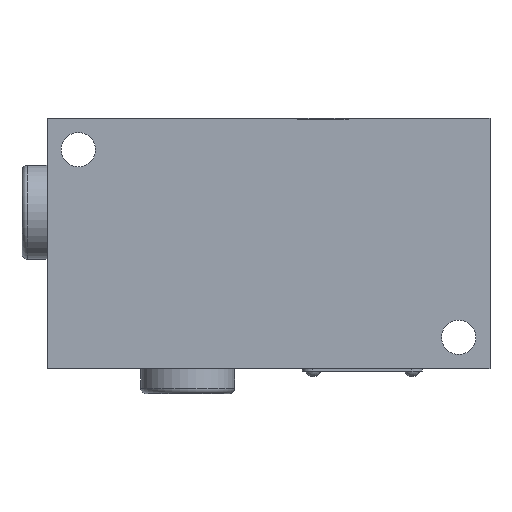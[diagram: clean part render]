
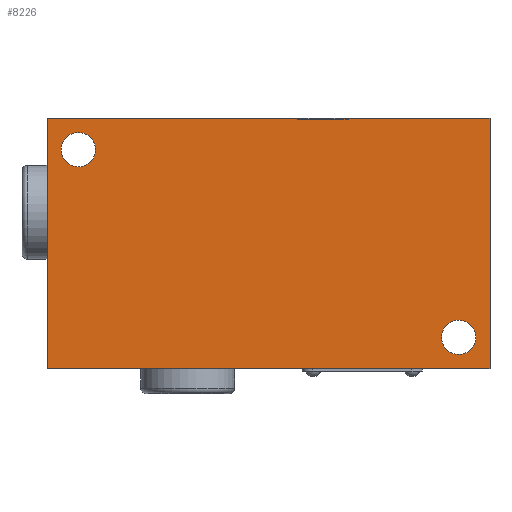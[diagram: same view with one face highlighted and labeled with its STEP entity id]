
A CAD part, front view. The second image highlights one B-rep face of the part: STEP entity #8226.
In plain terms, the highlighted planar face has unit normal (0, -1, 0).
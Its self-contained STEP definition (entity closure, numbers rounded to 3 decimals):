
#20 = VECTOR ( 'NONE', #6436, 1000. ) ;
#241 = ORIENTED_EDGE ( 'NONE', *, *, #7051, .F. ) ;
#688 = CARTESIAN_POINT ( 'NONE',  ( 0., -67., 0. ) ) ;
#1865 = LINE ( 'NONE', #26823, #16692 ) ;
#2318 = CIRCLE ( 'NONE', #19121, 3.3 ) ;
#2899 = VERTEX_POINT ( 'NONE', #14936 ) ;
#3073 = DIRECTION ( 'NONE',  ( 1., 0., 0. ) ) ;
#3093 = LINE ( 'NONE', #24169, #27248 ) ;
#3550 = DIRECTION ( 'NONE',  ( 0., 0., -1. ) ) ;
#3725 = VERTEX_POINT ( 'NONE', #13282 ) ;
#4855 = CARTESIAN_POINT ( 'NONE',  ( 6., -67., 45.3 ) ) ;
#5118 = VERTEX_POINT ( 'NONE', #4855 ) ;
#5136 = LINE ( 'NONE', #12516, #21026 ) ;
#5141 = CARTESIAN_POINT ( 'NONE',  ( 79., -67., 6. ) ) ;
#5292 = AXIS2_PLACEMENT_3D ( 'NONE', #22713, #27344, #24957 ) ;
#5303 = DIRECTION ( 'NONE',  ( 0., 0., 1. ) ) ;
#5333 = ORIENTED_EDGE ( 'NONE', *, *, #13799, .F. ) ;
#5702 = CARTESIAN_POINT ( 'NONE',  ( 0., -67., 48. ) ) ;
#5918 = CARTESIAN_POINT ( 'NONE',  ( 49.225, -67., 48. ) ) ;
#6279 = CIRCLE ( 'NONE', #27864, 3.3 ) ;
#6436 = DIRECTION ( 'NONE',  ( 0., 0., 1. ) ) ;
#7051 = EDGE_CURVE ( 'NONE', #25103, #25773, #20994, .T. ) ;
#7098 = LINE ( 'NONE', #9223, #20760 ) ;
#7386 = EDGE_CURVE ( 'NONE', #11986, #14638, #2318, .T. ) ;
#7561 = CARTESIAN_POINT ( 'NONE',  ( 0., -67., 48. ) ) ;
#8226 = ADVANCED_FACE ( 'NONE', ( #9968, #28159, #19449 ), #28617, .F. ) ;
#8470 = ORIENTED_EDGE ( 'NONE', *, *, #28901, .T. ) ;
#8935 = DIRECTION ( 'NONE',  ( 1., 0., 0. ) ) ;
#9042 = ORIENTED_EDGE ( 'NONE', *, *, #27037, .F. ) ;
#9223 = CARTESIAN_POINT ( 'NONE',  ( 0., -67., 48. ) ) ;
#9273 = VERTEX_POINT ( 'NONE', #24838 ) ;
#9428 = CARTESIAN_POINT ( 'NONE',  ( 85., -67., 0. ) ) ;
#9429 = ORIENTED_EDGE ( 'NONE', *, *, #15460, .T. ) ;
#9741 = CARTESIAN_POINT ( 'NONE',  ( 85., -67., 48. ) ) ;
#9968 = FACE_BOUND ( 'NONE', #28674, .T. ) ;
#9976 = EDGE_LOOP ( 'NONE', ( #17394, #17390 ) ) ;
#10595 = DIRECTION ( 'NONE',  ( 0., -1., 0. ) ) ;
#10682 = VERTEX_POINT ( 'NONE', #9428 ) ;
#11562 = EDGE_CURVE ( 'NONE', #2899, #3725, #3093, .T. ) ;
#11986 = VERTEX_POINT ( 'NONE', #24553 ) ;
#12110 = CARTESIAN_POINT ( 'NONE',  ( 0., -67., 0. ) ) ;
#12468 = VECTOR ( 'NONE', #14860, 1000. ) ;
#12516 = CARTESIAN_POINT ( 'NONE',  ( 49.225, -67., 48. ) ) ;
#13193 = LINE ( 'NONE', #22530, #20 ) ;
#13282 = CARTESIAN_POINT ( 'NONE',  ( 56.775, -67., 47.8 ) ) ;
#13624 = DIRECTION ( 'NONE',  ( 0., 0., 1. ) ) ;
#13775 = CARTESIAN_POINT ( 'NONE',  ( 0., -67., 48. ) ) ;
#13799 = EDGE_CURVE ( 'NONE', #25773, #21257, #21971, .T. ) ;
#13956 = VERTEX_POINT ( 'NONE', #9741 ) ;
#14150 = EDGE_CURVE ( 'NONE', #5118, #14500, #6279, .T. ) ;
#14297 = DIRECTION ( 'NONE',  ( 0., 0., 1. ) ) ;
#14500 = VERTEX_POINT ( 'NONE', #17108 ) ;
#14638 = VERTEX_POINT ( 'NONE', #21168 ) ;
#14860 = DIRECTION ( 'NONE',  ( 1., 0., 0. ) ) ;
#14887 = CIRCLE ( 'NONE', #5292, 3.3 ) ;
#14936 = CARTESIAN_POINT ( 'NONE',  ( 56.775, -67., 48. ) ) ;
#15168 = EDGE_CURVE ( 'NONE', #9273, #3725, #1865, .T. ) ;
#15460 = EDGE_CURVE ( 'NONE', #9273, #21257, #5136, .T. ) ;
#15858 = LINE ( 'NONE', #12110, #22284 ) ;
#16692 = VECTOR ( 'NONE', #26691, 1000. ) ;
#16695 = DIRECTION ( 'NONE',  ( 0., 0., 1. ) ) ;
#16711 = DIRECTION ( 'NONE',  ( 0., 1., 0. ) ) ;
#16904 = VECTOR ( 'NONE', #13624, 1000. ) ;
#16929 = EDGE_CURVE ( 'NONE', #14638, #11986, #14887, .T. ) ;
#17034 = CARTESIAN_POINT ( 'NONE',  ( 6., -67., 42. ) ) ;
#17108 = CARTESIAN_POINT ( 'NONE',  ( 6., -67., 38.7 ) ) ;
#17157 = ORIENTED_EDGE ( 'NONE', *, *, #25641, .T. ) ;
#17330 = ORIENTED_EDGE ( 'NONE', *, *, #11562, .T. ) ;
#17390 = ORIENTED_EDGE ( 'NONE', *, *, #20828, .F. ) ;
#17394 = ORIENTED_EDGE ( 'NONE', *, *, #14150, .F. ) ;
#17854 = CARTESIAN_POINT ( 'NONE',  ( 6., -67., 42. ) ) ;
#18276 = CARTESIAN_POINT ( 'NONE',  ( 0., -67., 48. ) ) ;
#18837 = DIRECTION ( 'NONE',  ( 0., -1., 0. ) ) ;
#19121 = AXIS2_PLACEMENT_3D ( 'NONE', #5141, #18837, #14297 ) ;
#19449 = FACE_OUTER_BOUND ( 'NONE', #21553, .T. ) ;
#20137 = DIRECTION ( 'NONE',  ( 0., -1., 0. ) ) ;
#20760 = VECTOR ( 'NONE', #8935, 1000. ) ;
#20828 = EDGE_CURVE ( 'NONE', #14500, #5118, #24798, .T. ) ;
#20994 = LINE ( 'NONE', #13775, #16904 ) ;
#21026 = VECTOR ( 'NONE', #16695, 1000. ) ;
#21168 = CARTESIAN_POINT ( 'NONE',  ( 79., -67., 2.7 ) ) ;
#21257 = VERTEX_POINT ( 'NONE', #5918 ) ;
#21553 = EDGE_LOOP ( 'NONE', ( #5333, #241, #8470, #17157, #9042, #17330, #26920, #9429 ) ) ;
#21904 = AXIS2_PLACEMENT_3D ( 'NONE', #17854, #20137, #29299 ) ;
#21971 = LINE ( 'NONE', #5702, #12468 ) ;
#22284 = VECTOR ( 'NONE', #3073, 1000. ) ;
#22530 = CARTESIAN_POINT ( 'NONE',  ( 85., -67., 48. ) ) ;
#22713 = CARTESIAN_POINT ( 'NONE',  ( 79., -67., 6. ) ) ;
#23198 = ORIENTED_EDGE ( 'NONE', *, *, #16929, .F. ) ;
#23516 = AXIS2_PLACEMENT_3D ( 'NONE', #7561, #16711, #5303 ) ;
#23975 = DIRECTION ( 'NONE',  ( 0., 0., 1. ) ) ;
#24169 = CARTESIAN_POINT ( 'NONE',  ( 56.775, -67., 48. ) ) ;
#24553 = CARTESIAN_POINT ( 'NONE',  ( 79., -67., 9.3 ) ) ;
#24798 = CIRCLE ( 'NONE', #21904, 3.3 ) ;
#24838 = CARTESIAN_POINT ( 'NONE',  ( 49.225, -67., 47.8 ) ) ;
#24957 = DIRECTION ( 'NONE',  ( 0., 0., 1. ) ) ;
#25103 = VERTEX_POINT ( 'NONE', #688 ) ;
#25641 = EDGE_CURVE ( 'NONE', #10682, #13956, #13193, .T. ) ;
#25773 = VERTEX_POINT ( 'NONE', #18276 ) ;
#26691 = DIRECTION ( 'NONE',  ( 1., 0., 0. ) ) ;
#26821 = ORIENTED_EDGE ( 'NONE', *, *, #7386, .F. ) ;
#26823 = CARTESIAN_POINT ( 'NONE',  ( 0., -67., 47.8 ) ) ;
#26920 = ORIENTED_EDGE ( 'NONE', *, *, #15168, .F. ) ;
#27037 = EDGE_CURVE ( 'NONE', #2899, #13956, #7098, .T. ) ;
#27248 = VECTOR ( 'NONE', #3550, 1000. ) ;
#27344 = DIRECTION ( 'NONE',  ( 0., -1., 0. ) ) ;
#27864 = AXIS2_PLACEMENT_3D ( 'NONE', #17034, #10595, #23975 ) ;
#28159 = FACE_BOUND ( 'NONE', #9976, .T. ) ;
#28617 = PLANE ( 'NONE',  #23516 ) ;
#28674 = EDGE_LOOP ( 'NONE', ( #26821, #23198 ) ) ;
#28901 = EDGE_CURVE ( 'NONE', #25103, #10682, #15858, .T. ) ;
#29299 = DIRECTION ( 'NONE',  ( 0., 0., 1. ) ) ;
